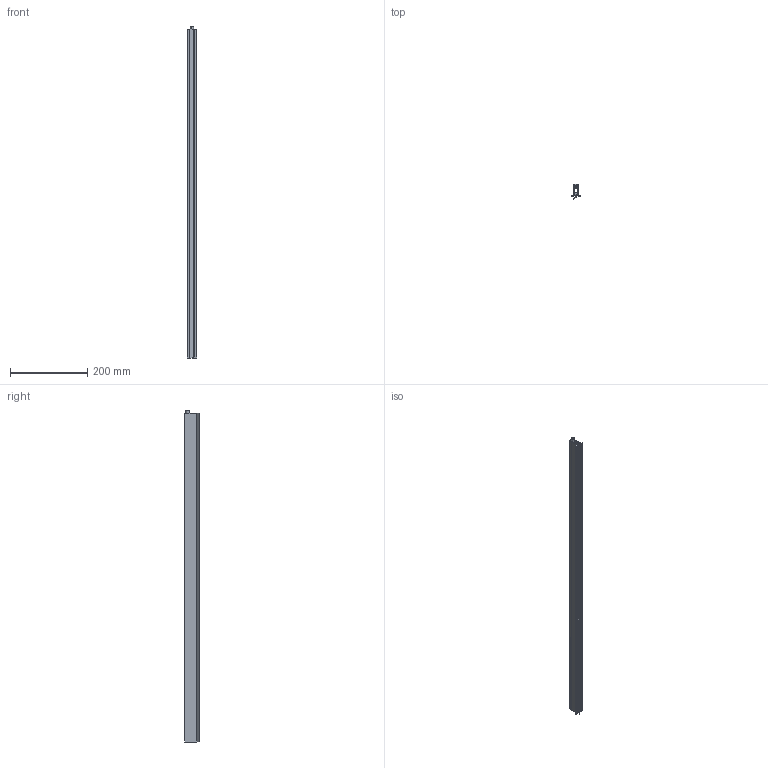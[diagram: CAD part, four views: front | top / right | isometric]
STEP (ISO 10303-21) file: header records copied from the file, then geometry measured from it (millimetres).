
FILE_DESCRIPTION (( 'STEP AP203' ), '1' );
FILE_NAME ('RF850Rechts.STEP', '2025-02-10T14:23:41', ( '' ), ( '' ), 'SwSTEP 2.0', 'SolidWorks 2023', '' );
FILE_SCHEMA (( 'CONFIG_CONTROL_DESIGN' ));
Length unit declared in the file: millimetre
Products named in the file (4): Betätigungsteil_RF; RF850Rechts; Innengeometrie_RF_850; Aussengehäuse_RF_850
Assembly tree (3 placements, depth 2):
  RF850Rechts
    Aussengehäuse_RF_850
    Innengeometrie_RF_850
    Betätigungsteil_RF
Bounding box: 25 x 38.36 x 858 mm (x, y, z)
Volume: 186428.4 mm3; surface area: 305877.8 mm2
Topology: 16 solids, 16 shells, 657 faces, 1867 edges, 1244 vertices
Faces by surface type: plane 328, bspline 282, cylinder 45, torus 2
Entity records: 35036 total; most frequent: CARTESIAN_POINT 19255, ORIENTED_EDGE 3734, DIRECTION 2161, EDGE_CURVE 1867, VERTEX_POINT 1244, LINE 1207, VECTOR 1207, EDGE_LOOP 739
